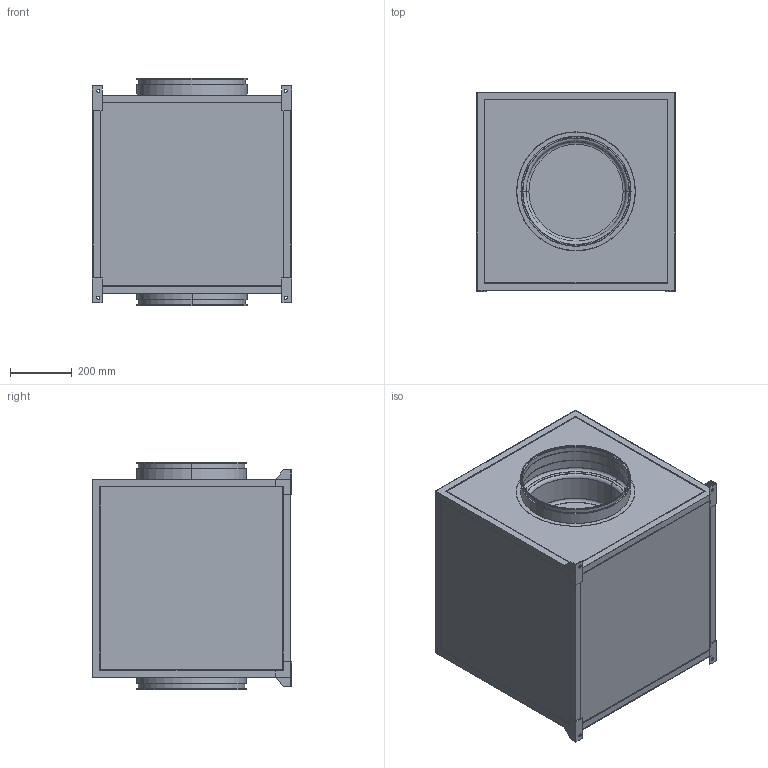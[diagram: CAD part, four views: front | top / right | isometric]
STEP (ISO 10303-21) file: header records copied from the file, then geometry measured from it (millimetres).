
FILE_DESCRIPTION (( 'STEP AP214' ), '1' );
FILE_NAME ('ESQ 35-4.step', '2009-11-23T16:19:50', ( 'Wolfgang Schmidt' ), ( 'WS-KO' ), 'SwSTEP 2.0', 'SolidWorks 2009', '' );
FILE_SCHEMA (( 'AUTOMOTIVE_DESIGN' ));
Length unit declared in the file: millimetre
Products named in the file (1): ESQ 35-4
Bounding box: 643 x 643 x 735 mm (x, y, z)
Volume: 2736211.7 mm3; surface area: 5404626.7 mm2
Topology: 1 solids, 1 shells, 192 faces, 457 edges, 294 vertices
Faces by surface type: plane 140, cylinder 40, torus 12
Entity records: 5539 total; most frequent: DIRECTION 947, CARTESIAN_POINT 944, ORIENTED_EDGE 914, EDGE_CURVE 457, LINE 353, VECTOR 353, AXIS2_PLACEMENT_3D 297, VERTEX_POINT 294
